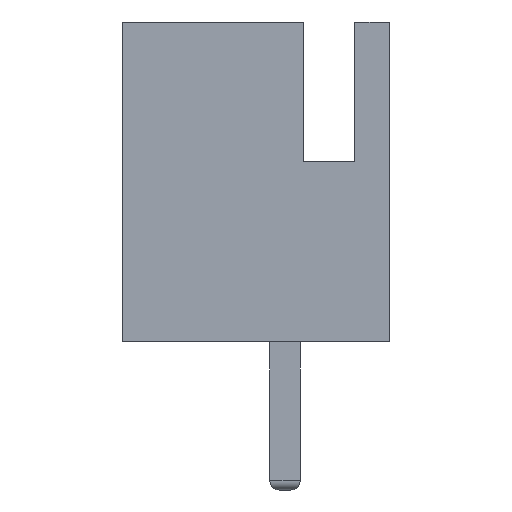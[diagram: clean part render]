
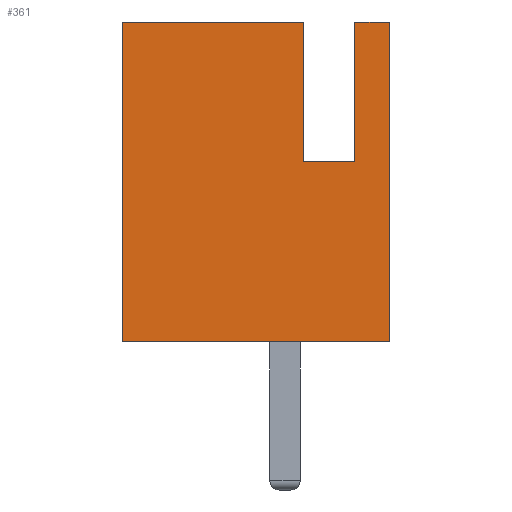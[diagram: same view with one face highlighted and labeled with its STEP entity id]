
A CAD part, left-side view. The second image highlights one B-rep face of the part: STEP entity #361.
In plain terms, the highlighted planar face has unit normal (-1, 0, 0).
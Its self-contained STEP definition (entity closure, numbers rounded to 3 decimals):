
#49 = ORIENTED_EDGE ( 'NONE', *, *, #2947, .F. ) ;
#187 = DIRECTION ( 'NONE',  ( 0., 1., 0. ) ) ;
#361 = ADVANCED_FACE ( 'NONE', ( #3139 ), #1648, .F. ) ;
#373 = ORIENTED_EDGE ( 'NONE', *, *, #2012, .F. ) ;
#405 = VERTEX_POINT ( 'NONE', #3264 ) ;
#463 = CARTESIAN_POINT ( 'NONE',  ( -4.94, 2.875, 0. ) ) ;
#610 = DIRECTION ( 'NONE',  ( 0., 0., -1. ) ) ;
#669 = VERTEX_POINT ( 'NONE', #4139 ) ;
#987 = VERTEX_POINT ( 'NONE', #2971 ) ;
#1015 = EDGE_CURVE ( 'NONE', #3905, #405, #1144, .T. ) ;
#1035 = DIRECTION ( 'NONE',  ( 0., -1., 0. ) ) ;
#1060 = DIRECTION ( 'NONE',  ( 0., 0., -1. ) ) ;
#1064 = VECTOR ( 'NONE', #1175, 1000. ) ;
#1144 = LINE ( 'NONE', #3742, #3118 ) ;
#1149 = ORIENTED_EDGE ( 'NONE', *, *, #3180, .F. ) ;
#1152 = CARTESIAN_POINT ( 'NONE',  ( -4.94, 2.875, 6.88 ) ) ;
#1156 = CARTESIAN_POINT ( 'NONE',  ( -4.94, -2.125, 3.88 ) ) ;
#1175 = DIRECTION ( 'NONE',  ( 0., -1., 0. ) ) ;
#1182 = EDGE_CURVE ( 'NONE', #3017, #1337, #2935, .T. ) ;
#1237 = CARTESIAN_POINT ( 'NONE',  ( -4.94, -2.875, 6.88 ) ) ;
#1337 = VERTEX_POINT ( 'NONE', #1156 ) ;
#1339 = ORIENTED_EDGE ( 'NONE', *, *, #1182, .F. ) ;
#1457 = EDGE_LOOP ( 'NONE', ( #1339, #2053, #373, #2976, #3859, #1787, #49, #1149 ) ) ;
#1487 = CARTESIAN_POINT ( 'NONE',  ( -4.94, 2.875, 6.88 ) ) ;
#1602 = CARTESIAN_POINT ( 'NONE',  ( -4.94, -2.875, 6.88 ) ) ;
#1648 = PLANE ( 'NONE',  #4268 ) ;
#1753 = EDGE_CURVE ( 'NONE', #2017, #3905, #2879, .T. ) ;
#1787 = ORIENTED_EDGE ( 'NONE', *, *, #1830, .F. ) ;
#1830 = EDGE_CURVE ( 'NONE', #3977, #405, #4177, .T. ) ;
#1894 = DIRECTION ( 'NONE',  ( 0., 0., -1. ) ) ;
#1957 = VECTOR ( 'NONE', #3754, 1000. ) ;
#2012 = EDGE_CURVE ( 'NONE', #2017, #669, #4689, .T. ) ;
#2017 = VERTEX_POINT ( 'NONE', #1152 ) ;
#2029 = VECTOR ( 'NONE', #1060, 1000. ) ;
#2053 = ORIENTED_EDGE ( 'NONE', *, *, #3496, .F. ) ;
#2410 = CARTESIAN_POINT ( 'NONE',  ( -4.94, -1.025, 6.88 ) ) ;
#2506 = VECTOR ( 'NONE', #1035, 1000. ) ;
#2675 = VECTOR ( 'NONE', #3198, 1000. ) ;
#2714 = LINE ( 'NONE', #2410, #3678 ) ;
#2879 = LINE ( 'NONE', #4359, #2029 ) ;
#2935 = LINE ( 'NONE', #4365, #2506 ) ;
#2947 = EDGE_CURVE ( 'NONE', #987, #3977, #3755, .T. ) ;
#2971 = CARTESIAN_POINT ( 'NONE',  ( -4.94, -2.125, 6.88 ) ) ;
#2976 = ORIENTED_EDGE ( 'NONE', *, *, #1753, .T. ) ;
#3017 = VERTEX_POINT ( 'NONE', #4528 ) ;
#3118 = VECTOR ( 'NONE', #4029, 1000. ) ;
#3139 = FACE_OUTER_BOUND ( 'NONE', #1457, .T. ) ;
#3180 = EDGE_CURVE ( 'NONE', #1337, #987, #3619, .T. ) ;
#3198 = DIRECTION ( 'NONE',  ( 0., 0., 1. ) ) ;
#3264 = CARTESIAN_POINT ( 'NONE',  ( -4.94, -2.875, 0. ) ) ;
#3351 = VECTOR ( 'NONE', #1894, 1000. ) ;
#3442 = CARTESIAN_POINT ( 'NONE',  ( -4.94, 2.875, 6.88 ) ) ;
#3496 = EDGE_CURVE ( 'NONE', #669, #3017, #2714, .T. ) ;
#3619 = LINE ( 'NONE', #4345, #2675 ) ;
#3678 = VECTOR ( 'NONE', #610, 1000. ) ;
#3742 = CARTESIAN_POINT ( 'NONE',  ( -4.94, 2.875, 0. ) ) ;
#3754 = DIRECTION ( 'NONE',  ( 0., -1., 0. ) ) ;
#3755 = LINE ( 'NONE', #3442, #1064 ) ;
#3815 = DIRECTION ( 'NONE',  ( 1., 0., 0. ) ) ;
#3859 = ORIENTED_EDGE ( 'NONE', *, *, #1015, .T. ) ;
#3885 = CARTESIAN_POINT ( 'NONE',  ( -4.94, 2.875, 6.88 ) ) ;
#3905 = VERTEX_POINT ( 'NONE', #463 ) ;
#3977 = VERTEX_POINT ( 'NONE', #1602 ) ;
#4029 = DIRECTION ( 'NONE',  ( 0., -1., 0. ) ) ;
#4139 = CARTESIAN_POINT ( 'NONE',  ( -4.94, -1.025, 6.88 ) ) ;
#4177 = LINE ( 'NONE', #1237, #3351 ) ;
#4268 = AXIS2_PLACEMENT_3D ( 'NONE', #3885, #3815, #187 ) ;
#4345 = CARTESIAN_POINT ( 'NONE',  ( -4.94, -2.125, 6.88 ) ) ;
#4359 = CARTESIAN_POINT ( 'NONE',  ( -4.94, 2.875, 6.88 ) ) ;
#4365 = CARTESIAN_POINT ( 'NONE',  ( -4.94, -1.025, 3.88 ) ) ;
#4528 = CARTESIAN_POINT ( 'NONE',  ( -4.94, -1.025, 3.88 ) ) ;
#4689 = LINE ( 'NONE', #1487, #1957 ) ;
